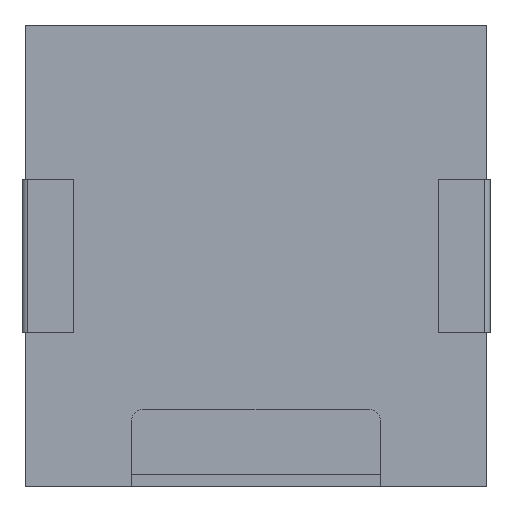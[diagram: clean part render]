
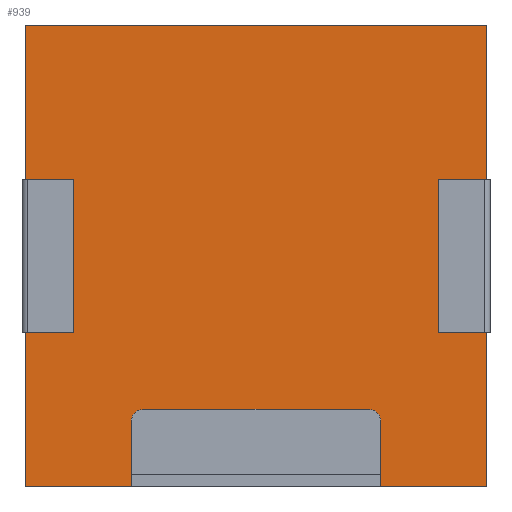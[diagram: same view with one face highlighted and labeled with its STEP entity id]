
A CAD part, front view. The second image highlights one B-rep face of the part: STEP entity #939.
In plain terms, the highlighted planar face has unit normal (0, -1, 0).
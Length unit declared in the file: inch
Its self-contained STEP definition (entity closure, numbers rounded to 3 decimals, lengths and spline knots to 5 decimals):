
#36 = LINE ( 'NONE', #1417, #61 ) ;
#61 = VECTOR ( 'NONE', #2140, 39.37008 ) ;
#78 = VERTEX_POINT ( 'NONE', #1867 ) ;
#109 = EDGE_CURVE ( 'NONE', #78, #1379, #1203, .T. ) ;
#112 = CARTESIAN_POINT ( 'NONE',  ( -0.11614, 0., -0.15748 ) ) ;
#115 = ORIENTED_EDGE ( 'NONE', *, *, #2227, .T. ) ;
#122 = FACE_OUTER_BOUND ( 'NONE', #2040, .T. ) ;
#128 = DIRECTION ( 'NONE',  ( 0., 0., -1. ) ) ;
#131 = DIRECTION ( 'NONE',  ( 0., 0., -1. ) ) ;
#141 = VECTOR ( 'NONE', #674, 39.37008 ) ;
#184 = ORIENTED_EDGE ( 'NONE', *, *, #1705, .T. ) ;
#199 = VERTEX_POINT ( 'NONE', #2164 ) ;
#201 = CARTESIAN_POINT ( 'NONE',  ( -0.12795, 0., -0.23622 ) ) ;
#214 = AXIS2_PLACEMENT_3D ( 'NONE', #1991, #894, #215 ) ;
#215 = DIRECTION ( 'NONE',  ( 0., 0., 1. ) ) ;
#224 = CARTESIAN_POINT ( 'NONE',  ( 0.23622, 0., 0.07874 ) ) ;
#244 = CIRCLE ( 'NONE', #983, 0.01181 ) ;
#268 = CARTESIAN_POINT ( 'NONE',  ( -0.12795, 0., 0. ) ) ;
#269 = CARTESIAN_POINT ( 'NONE',  ( -0.23622, 0., -0.23622 ) ) ;
#282 = VECTOR ( 'NONE', #497, 39.37008 ) ;
#289 = ORIENTED_EDGE ( 'NONE', *, *, #2093, .T. ) ;
#306 = CARTESIAN_POINT ( 'NONE',  ( 0.23622, 0., -0.07874 ) ) ;
#311 = CARTESIAN_POINT ( 'NONE',  ( 0., 0., -0.23622 ) ) ;
#324 = CARTESIAN_POINT ( 'NONE',  ( -0.12795, 0., -0.16929 ) ) ;
#331 = VERTEX_POINT ( 'NONE', #269 ) ;
#332 = ORIENTED_EDGE ( 'NONE', *, *, #1758, .T. ) ;
#344 = ORIENTED_EDGE ( 'NONE', *, *, #1527, .T. ) ;
#349 = DIRECTION ( 'NONE',  ( -1., 0., 0. ) ) ;
#351 = VECTOR ( 'NONE', #1715, 39.37008 ) ;
#358 = VECTOR ( 'NONE', #1265, 39.37008 ) ;
#371 = EDGE_CURVE ( 'NONE', #1588, #1096, #1652, .T. ) ;
#383 = DIRECTION ( 'NONE',  ( 0., 0., 1. ) ) ;
#386 = CARTESIAN_POINT ( 'NONE',  ( 0.12795, 0., -0.16929 ) ) ;
#416 = ORIENTED_EDGE ( 'NONE', *, *, #1846, .T. ) ;
#428 = EDGE_CURVE ( 'NONE', #1658, #1588, #244, .T. ) ;
#437 = ORIENTED_EDGE ( 'NONE', *, *, #1864, .T. ) ;
#465 = VECTOR ( 'NONE', #128, 39.37008 ) ;
#475 = CARTESIAN_POINT ( 'NONE',  ( 0.23622, 0., -0.23622 ) ) ;
#487 = CARTESIAN_POINT ( 'NONE',  ( 0., 0., 0.23622 ) ) ;
#497 = DIRECTION ( 'NONE',  ( -1., 0., 0. ) ) ;
#549 = CARTESIAN_POINT ( 'NONE',  ( 0., 0., -0.23622 ) ) ;
#570 = AXIS2_PLACEMENT_3D ( 'NONE', #993, #1564, #2274 ) ;
#613 = DIRECTION ( 'NONE',  ( 0., 0., -1. ) ) ;
#625 = EDGE_CURVE ( 'NONE', #1379, #1479, #1268, .T. ) ;
#628 = CARTESIAN_POINT ( 'NONE',  ( 0.11614, 0., -0.15748 ) ) ;
#662 = CARTESIAN_POINT ( 'NONE',  ( 0.23622, 0., 0.23622 ) ) ;
#663 = CARTESIAN_POINT ( 'NONE',  ( 0.11614, 0., -0.16929 ) ) ;
#674 = DIRECTION ( 'NONE',  ( -1., 0., 0. ) ) ;
#702 = CARTESIAN_POINT ( 'NONE',  ( 0., 0., -0.07874 ) ) ;
#713 = CARTESIAN_POINT ( 'NONE',  ( 0.23622, 0., 0. ) ) ;
#723 = CIRCLE ( 'NONE', #214, 0.01181 ) ;
#727 = VECTOR ( 'NONE', #1091, 39.37008 ) ;
#775 = CARTESIAN_POINT ( 'NONE',  ( 0.12795, 0., 0. ) ) ;
#791 = VECTOR ( 'NONE', #613, 39.37008 ) ;
#826 = PLANE ( 'NONE',  #570 ) ;
#880 = LINE ( 'NONE', #1778, #141 ) ;
#891 = LINE ( 'NONE', #1438, #1786 ) ;
#894 = DIRECTION ( 'NONE',  ( 0., 1., 0. ) ) ;
#926 = EDGE_CURVE ( 'NONE', #1860, #1041, #1932, .T. ) ;
#939 = ADVANCED_FACE ( 'NONE', ( #122 ), #826, .T. ) ;
#948 = ORIENTED_EDGE ( 'NONE', *, *, #954, .T. ) ;
#954 = EDGE_CURVE ( 'NONE', #1548, #1658, #1173, .T. ) ;
#964 = ORIENTED_EDGE ( 'NONE', *, *, #109, .T. ) ;
#965 = ORIENTED_EDGE ( 'NONE', *, *, #1961, .T. ) ;
#975 = CARTESIAN_POINT ( 'NONE',  ( 0.18701, 0., 0. ) ) ;
#983 = AXIS2_PLACEMENT_3D ( 'NONE', #663, #1356, #1180 ) ;
#993 = CARTESIAN_POINT ( 'NONE',  ( 0., 0., 0. ) ) ;
#1011 = CARTESIAN_POINT ( 'NONE',  ( 0., 0., 0.07874 ) ) ;
#1021 = CARTESIAN_POINT ( 'NONE',  ( -0.18701, 0., 0. ) ) ;
#1041 = VERTEX_POINT ( 'NONE', #1047 ) ;
#1045 = VERTEX_POINT ( 'NONE', #201 ) ;
#1047 = CARTESIAN_POINT ( 'NONE',  ( -0.23622, 0., 0.23622 ) ) ;
#1091 = DIRECTION ( 'NONE',  ( 1., 0., 0. ) ) ;
#1096 = VERTEX_POINT ( 'NONE', #1300 ) ;
#1109 = ORIENTED_EDGE ( 'NONE', *, *, #371, .T. ) ;
#1112 = VECTOR ( 'NONE', #1641, 39.37008 ) ;
#1121 = VERTEX_POINT ( 'NONE', #2236 ) ;
#1130 = ORIENTED_EDGE ( 'NONE', *, *, #2083, .T. ) ;
#1170 = LINE ( 'NONE', #311, #2278 ) ;
#1172 = EDGE_CURVE ( 'NONE', #1479, #331, #1202, .T. ) ;
#1173 = LINE ( 'NONE', #112, #351 ) ;
#1180 = DIRECTION ( 'NONE',  ( 0., 0., 1. ) ) ;
#1182 = VECTOR ( 'NONE', #1350, 39.37008 ) ;
#1185 = VECTOR ( 'NONE', #1719, 39.37008 ) ;
#1193 = LINE ( 'NONE', #1011, #1182 ) ;
#1202 = LINE ( 'NONE', #1898, #465 ) ;
#1203 = LINE ( 'NONE', #1021, #1247 ) ;
#1227 = EDGE_CURVE ( 'NONE', #1096, #1316, #1170, .T. ) ;
#1238 = CARTESIAN_POINT ( 'NONE',  ( -0.11614, 0., -0.15748 ) ) ;
#1247 = VECTOR ( 'NONE', #131, 39.37008 ) ;
#1265 = DIRECTION ( 'NONE',  ( 0., 0., 1. ) ) ;
#1268 = LINE ( 'NONE', #702, #2122 ) ;
#1300 = CARTESIAN_POINT ( 'NONE',  ( 0.12795, 0., -0.23622 ) ) ;
#1304 = ORIENTED_EDGE ( 'NONE', *, *, #1172, .T. ) ;
#1316 = VERTEX_POINT ( 'NONE', #475 ) ;
#1350 = DIRECTION ( 'NONE',  ( 1., 0., 0. ) ) ;
#1356 = DIRECTION ( 'NONE',  ( 0., 1., 0. ) ) ;
#1379 = VERTEX_POINT ( 'NONE', #1947 ) ;
#1383 = DIRECTION ( 'NONE',  ( 0., 0., -1. ) ) ;
#1388 = DIRECTION ( 'NONE',  ( 1., 0., 0. ) ) ;
#1417 = CARTESIAN_POINT ( 'NONE',  ( 0., 0., 0.07874 ) ) ;
#1438 = CARTESIAN_POINT ( 'NONE',  ( 0.23622, 0., 0. ) ) ;
#1479 = VERTEX_POINT ( 'NONE', #1910 ) ;
#1483 = VERTEX_POINT ( 'NONE', #306 ) ;
#1527 = EDGE_CURVE ( 'NONE', #199, #78, #36, .T. ) ;
#1548 = VERTEX_POINT ( 'NONE', #1238 ) ;
#1564 = DIRECTION ( 'NONE',  ( 0., -1., 0. ) ) ;
#1588 = VERTEX_POINT ( 'NONE', #386 ) ;
#1641 = DIRECTION ( 'NONE',  ( 0., 0., 1. ) ) ;
#1652 = LINE ( 'NONE', #775, #791 ) ;
#1657 = VERTEX_POINT ( 'NONE', #324 ) ;
#1658 = VERTEX_POINT ( 'NONE', #628 ) ;
#1660 = EDGE_CURVE ( 'NONE', #1121, #1858, #1193, .T. ) ;
#1690 = ORIENTED_EDGE ( 'NONE', *, *, #625, .T. ) ;
#1705 = EDGE_CURVE ( 'NONE', #1483, #2280, #880, .T. ) ;
#1715 = DIRECTION ( 'NONE',  ( 1., 0., 0. ) ) ;
#1716 = ORIENTED_EDGE ( 'NONE', *, *, #1227, .T. ) ;
#1719 = DIRECTION ( 'NONE',  ( 0., 0., 1. ) ) ;
#1754 = LINE ( 'NONE', #1939, #2170 ) ;
#1758 = EDGE_CURVE ( 'NONE', #1316, #1483, #891, .T. ) ;
#1778 = CARTESIAN_POINT ( 'NONE',  ( 0., 0., -0.07874 ) ) ;
#1786 = VECTOR ( 'NONE', #383, 39.37008 ) ;
#1846 = EDGE_CURVE ( 'NONE', #1045, #1657, #2001, .T. ) ;
#1858 = VERTEX_POINT ( 'NONE', #224 ) ;
#1860 = VERTEX_POINT ( 'NONE', #662 ) ;
#1864 = EDGE_CURVE ( 'NONE', #2280, #1121, #2293, .T. ) ;
#1867 = CARTESIAN_POINT ( 'NONE',  ( -0.18701, 0., 0.07874 ) ) ;
#1898 = CARTESIAN_POINT ( 'NONE',  ( -0.23622, 0., 0. ) ) ;
#1910 = CARTESIAN_POINT ( 'NONE',  ( -0.23622, 0., -0.07874 ) ) ;
#1931 = ORIENTED_EDGE ( 'NONE', *, *, #926, .T. ) ;
#1932 = LINE ( 'NONE', #487, #282 ) ;
#1939 = CARTESIAN_POINT ( 'NONE',  ( -0.23622, 0., 0. ) ) ;
#1947 = CARTESIAN_POINT ( 'NONE',  ( -0.18701, 0., -0.07874 ) ) ;
#1961 = EDGE_CURVE ( 'NONE', #1041, #199, #1754, .T. ) ;
#1991 = CARTESIAN_POINT ( 'NONE',  ( -0.11614, 0., -0.16929 ) ) ;
#2001 = LINE ( 'NONE', #268, #1112 ) ;
#2019 = LINE ( 'NONE', #549, #727 ) ;
#2040 = EDGE_LOOP ( 'NONE', ( #416, #289, #948, #2125, #1109, #1716, #332, #184, #437, #2123, #1130, #1931, #965, #344, #964, #1690, #1304, #115 ) ) ;
#2083 = EDGE_CURVE ( 'NONE', #1858, #1860, #2212, .T. ) ;
#2093 = EDGE_CURVE ( 'NONE', #1657, #1548, #723, .T. ) ;
#2122 = VECTOR ( 'NONE', #349, 39.37008 ) ;
#2123 = ORIENTED_EDGE ( 'NONE', *, *, #1660, .T. ) ;
#2125 = ORIENTED_EDGE ( 'NONE', *, *, #428, .T. ) ;
#2140 = DIRECTION ( 'NONE',  ( 1., 0., 0. ) ) ;
#2164 = CARTESIAN_POINT ( 'NONE',  ( -0.23622, 0., 0.07874 ) ) ;
#2170 = VECTOR ( 'NONE', #1383, 39.37008 ) ;
#2212 = LINE ( 'NONE', #713, #358 ) ;
#2227 = EDGE_CURVE ( 'NONE', #331, #1045, #2019, .T. ) ;
#2235 = CARTESIAN_POINT ( 'NONE',  ( 0.18701, 0., -0.07874 ) ) ;
#2236 = CARTESIAN_POINT ( 'NONE',  ( 0.18701, 0., 0.07874 ) ) ;
#2274 = DIRECTION ( 'NONE',  ( -1., 0., 0. ) ) ;
#2278 = VECTOR ( 'NONE', #1388, 39.37008 ) ;
#2280 = VERTEX_POINT ( 'NONE', #2235 ) ;
#2293 = LINE ( 'NONE', #975, #1185 ) ;
